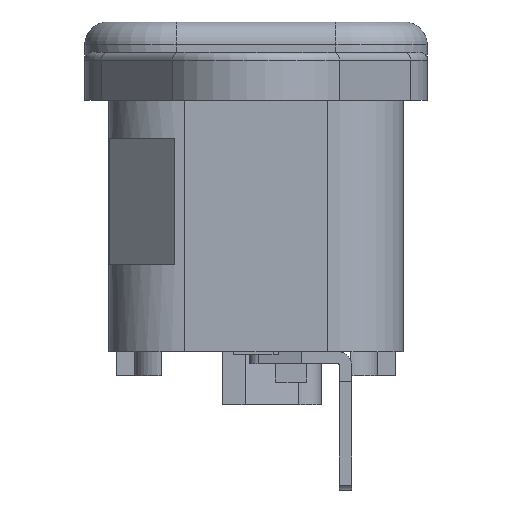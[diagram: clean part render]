
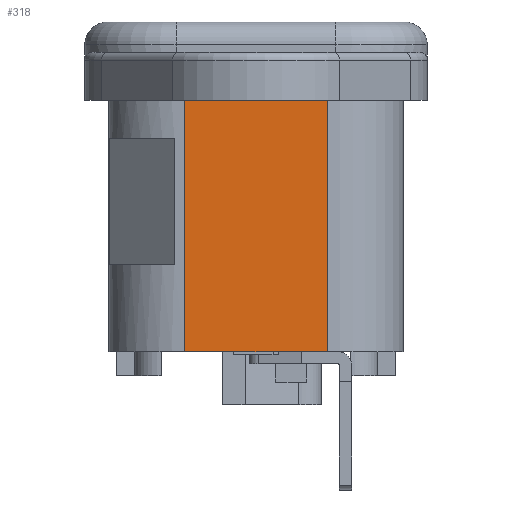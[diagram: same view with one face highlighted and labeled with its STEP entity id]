
A CAD part, left-side view. The second image highlights one B-rep face of the part: STEP entity #318.
In plain terms, the highlighted planar face has unit normal (-1, 0, 0).
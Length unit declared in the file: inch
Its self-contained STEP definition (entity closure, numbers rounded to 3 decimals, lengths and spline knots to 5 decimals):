
#88 = CARTESIAN_POINT ( 'NONE',  ( -0.52992, -0.18366, 0. ) ) ;
#318 = ADVANCED_FACE ( 'NONE', ( #9873 ), #4460, .T. ) ;
#646 = ORIENTED_EDGE ( 'NONE', *, *, #8369, .T. ) ;
#1207 = ORIENTED_EDGE ( 'NONE', *, *, #3207, .F. ) ;
#1556 = DIRECTION ( 'NONE',  ( -1., 0., 0. ) ) ;
#1612 = CARTESIAN_POINT ( 'NONE',  ( -0.52992, -0.18366, 0. ) ) ;
#2415 = VECTOR ( 'NONE', #3305, 39.37008 ) ;
#2512 = LINE ( 'NONE', #6311, #5529 ) ;
#2678 = VERTEX_POINT ( 'NONE', #1612 ) ;
#2723 = CARTESIAN_POINT ( 'NONE',  ( -0.52992, 0.18366, -0.64961 ) ) ;
#3008 = CARTESIAN_POINT ( 'NONE',  ( -0.52992, -0.38051, 0. ) ) ;
#3009 = LINE ( 'NONE', #4565, #4342 ) ;
#3019 = EDGE_CURVE ( 'NONE', #4365, #2678, #4510, .T. ) ;
#3207 = EDGE_CURVE ( 'NONE', #6290, #9412, #2512, .T. ) ;
#3305 = DIRECTION ( 'NONE',  ( 0., 1., 0. ) ) ;
#3707 = CARTESIAN_POINT ( 'NONE',  ( -0.52992, -0.18366, -0.64961 ) ) ;
#4342 = VECTOR ( 'NONE', #5313, 39.37008 ) ;
#4365 = VERTEX_POINT ( 'NONE', #5819 ) ;
#4460 = PLANE ( 'NONE',  #5809 ) ;
#4510 = LINE ( 'NONE', #3707, #7766 ) ;
#4565 = CARTESIAN_POINT ( 'NONE',  ( -0.52992, -0.18366, -0.64961 ) ) ;
#4656 = LINE ( 'NONE', #88, #2415 ) ;
#5313 = DIRECTION ( 'NONE',  ( 0., 1., 0. ) ) ;
#5529 = VECTOR ( 'NONE', #9373, 39.37008 ) ;
#5551 = CARTESIAN_POINT ( 'NONE',  ( -0.52992, 0.18366, 0. ) ) ;
#5809 = AXIS2_PLACEMENT_3D ( 'NONE', #3008, #1556, #6063 ) ;
#5819 = CARTESIAN_POINT ( 'NONE',  ( -0.52992, -0.18366, -0.64961 ) ) ;
#6063 = DIRECTION ( 'NONE',  ( 0., 0., 1. ) ) ;
#6290 = VERTEX_POINT ( 'NONE', #2723 ) ;
#6311 = CARTESIAN_POINT ( 'NONE',  ( -0.52992, 0.18366, -0.64961 ) ) ;
#6606 = DIRECTION ( 'NONE',  ( 0., 0., 1. ) ) ;
#6996 = ORIENTED_EDGE ( 'NONE', *, *, #3019, .T. ) ;
#7752 = ORIENTED_EDGE ( 'NONE', *, *, #7929, .F. ) ;
#7766 = VECTOR ( 'NONE', #6606, 39.37008 ) ;
#7929 = EDGE_CURVE ( 'NONE', #4365, #6290, #3009, .T. ) ;
#8369 = EDGE_CURVE ( 'NONE', #2678, #9412, #4656, .T. ) ;
#9076 = EDGE_LOOP ( 'NONE', ( #7752, #6996, #646, #1207 ) ) ;
#9373 = DIRECTION ( 'NONE',  ( 0., 0., 1. ) ) ;
#9412 = VERTEX_POINT ( 'NONE', #5551 ) ;
#9873 = FACE_OUTER_BOUND ( 'NONE', #9076, .T. ) ;
